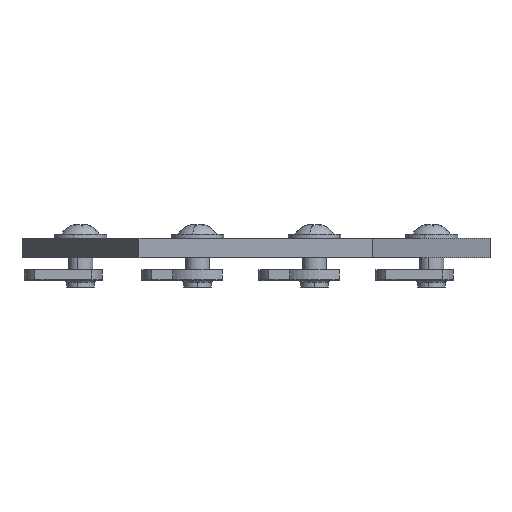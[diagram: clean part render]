
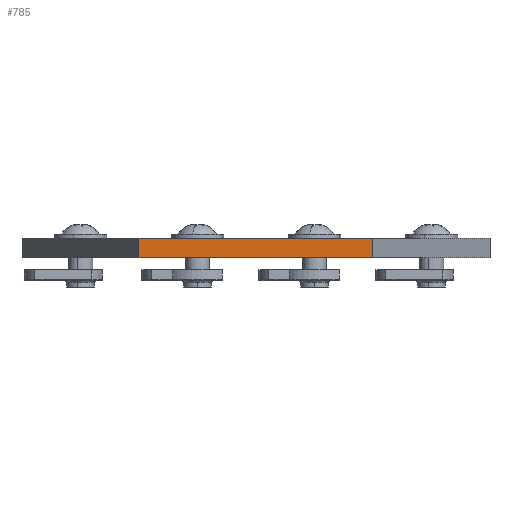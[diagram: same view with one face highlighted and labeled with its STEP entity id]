
A CAD part, left-side view. The second image highlights one B-rep face of the part: STEP entity #785.
In plain terms, the highlighted planar face has unit normal (-1, 0, 0).
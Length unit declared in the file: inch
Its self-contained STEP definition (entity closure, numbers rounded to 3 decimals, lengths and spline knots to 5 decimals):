
#2 = ORIENTED_EDGE ( 'NONE', *, *, #1616, .T. ) ;
#94 = VERTEX_POINT ( 'NONE', #2979 ) ;
#106 = VERTEX_POINT ( 'NONE', #3057 ) ;
#134 = EDGE_CURVE ( 'NONE', #106, #1578, #3296, .T. ) ;
#554 = EDGE_LOOP ( 'NONE', ( #1285, #1397, #1511, #2 ) ) ;
#785 = ADVANCED_FACE ( 'NONE', ( #2583 ), #2584, .F. ) ;
#1214 = EDGE_CURVE ( 'NONE', #94, #1672, #1766, .T. ) ;
#1285 = ORIENTED_EDGE ( 'NONE', *, *, #134, .T. ) ;
#1387 = EDGE_CURVE ( 'NONE', #1672, #1578, #2661, .T. ) ;
#1397 = ORIENTED_EDGE ( 'NONE', *, *, #1387, .F. ) ;
#1511 = ORIENTED_EDGE ( 'NONE', *, *, #1214, .F. ) ;
#1578 = VERTEX_POINT ( 'NONE', #2361 ) ;
#1616 = EDGE_CURVE ( 'NONE', #94, #106, #2589, .T. ) ;
#1672 = VERTEX_POINT ( 'NONE', #2883 ) ;
#1766 = LINE ( 'NONE', #1767, #1768 ) ;
#1767 = CARTESIAN_POINT ( 'NONE',  ( 0., 4.5, 0.25 ) ) ;
#1768 = VECTOR ( 'NONE', #1769, 39.37008 ) ;
#1769 = DIRECTION ( 'NONE',  ( 0., -1., 0. ) ) ;
#2361 = CARTESIAN_POINT ( 'NONE',  ( 0., 1.5, 0. ) ) ;
#2583 = FACE_OUTER_BOUND ( 'NONE', #554, .T. ) ;
#2584 = PLANE ( 'NONE',  #2585 ) ;
#2585 = AXIS2_PLACEMENT_3D ( 'NONE', #2586, #2587, #2588 ) ;
#2586 = CARTESIAN_POINT ( 'NONE',  ( 0., 4.5, 0.25 ) ) ;
#2587 = DIRECTION ( 'NONE',  ( 1., 0., 0. ) ) ;
#2588 = DIRECTION ( 'NONE',  ( 0., 1., 0. ) ) ;
#2589 = LINE ( 'NONE', #2590, #2591 ) ;
#2590 = CARTESIAN_POINT ( 'NONE',  ( 0., 4.5, 0.25 ) ) ;
#2591 = VECTOR ( 'NONE', #2592, 39.37008 ) ;
#2592 = DIRECTION ( 'NONE',  ( 0., 0., -1. ) ) ;
#2661 = LINE ( 'NONE', #2662, #2663 ) ;
#2662 = CARTESIAN_POINT ( 'NONE',  ( 0., 1.5, 0.25 ) ) ;
#2663 = VECTOR ( 'NONE', #2664, 39.37008 ) ;
#2664 = DIRECTION ( 'NONE',  ( 0., 0., -1. ) ) ;
#2883 = CARTESIAN_POINT ( 'NONE',  ( 0., 1.5, 0.25 ) ) ;
#2979 = CARTESIAN_POINT ( 'NONE',  ( 0., 4.5, 0.25 ) ) ;
#3057 = CARTESIAN_POINT ( 'NONE',  ( 0., 4.5, 0. ) ) ;
#3296 = LINE ( 'NONE', #3297, #3298 ) ;
#3297 = CARTESIAN_POINT ( 'NONE',  ( 0., 4.5, 0. ) ) ;
#3298 = VECTOR ( 'NONE', #3299, 39.37008 ) ;
#3299 = DIRECTION ( 'NONE',  ( 0., -1., 0. ) ) ;
